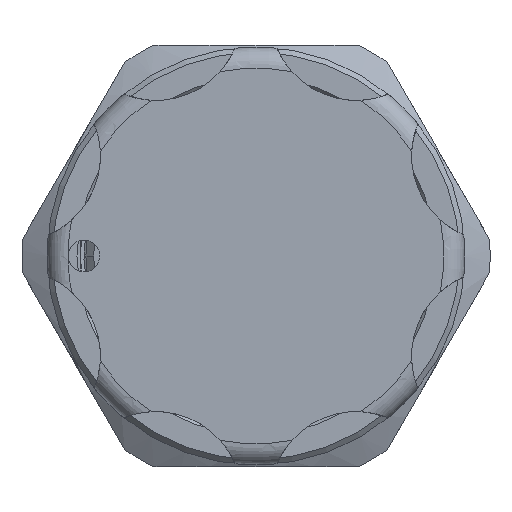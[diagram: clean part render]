
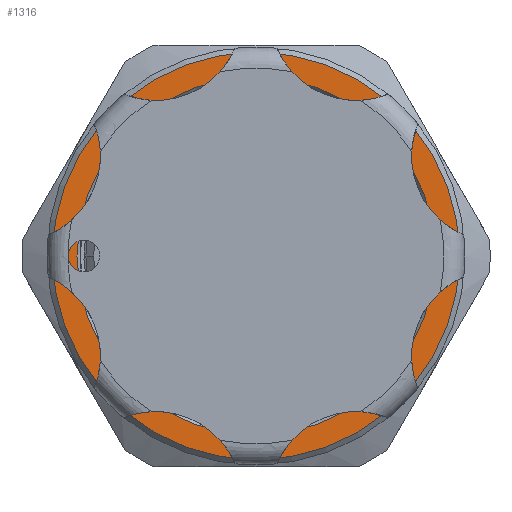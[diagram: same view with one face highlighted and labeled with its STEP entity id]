
A CAD part, left-side view. The second image highlights one B-rep face of the part: STEP entity #1316.
In plain terms, the highlighted planar face has unit normal (-1, 0, 0).
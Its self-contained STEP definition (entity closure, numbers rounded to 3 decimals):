
#157 = AXIS2_PLACEMENT_3D ( 'NONE', #5720, #5716, #5616 ) ;
#197 = CIRCLE ( 'NONE', #2113, 11.6 ) ;
#346 = ORIENTED_EDGE ( 'NONE', *, *, #3473, .T. ) ;
#449 = EDGE_LOOP ( 'NONE', ( #5250, #346 ) ) ;
#505 = EDGE_LOOP ( 'NONE', ( #5062, #5314 ) ) ;
#609 = FACE_OUTER_BOUND ( 'NONE', #505, .T. ) ;
#714 = FACE_BOUND ( 'NONE', #449, .T. ) ;
#733 = AXIS2_PLACEMENT_3D ( 'NONE', #4166, #4165, #4167 ) ;
#875 = CIRCLE ( 'NONE', #157, 10.2 ) ;
#1006 = CIRCLE ( 'NONE', #733, 10.2 ) ;
#1096 = CIRCLE ( 'NONE', #5939, 11.6 ) ;
#1316 = ADVANCED_FACE ( 'NONE', ( #714, #609 ), #9826, .T. ) ;
#1618 = CARTESIAN_POINT ( 'NONE',  ( 0., 0., 0. ) ) ;
#1619 = DIRECTION ( 'NONE',  ( -1., 0., 0. ) ) ;
#1620 = DIRECTION ( 'NONE',  ( 0., 0., 1. ) ) ;
#2113 = AXIS2_PLACEMENT_3D ( 'NONE', #1618, #1619, #1620 ) ;
#3467 = EDGE_CURVE ( 'NONE', #9015, #9020, #1096, .T. ) ;
#3473 = EDGE_CURVE ( 'NONE', #9067, #8787, #875, .T. ) ;
#3557 = EDGE_CURVE ( 'NONE', #8787, #9067, #1006, .T. ) ;
#4165 = DIRECTION ( 'NONE',  ( 1., 0., 0. ) ) ;
#4166 = CARTESIAN_POINT ( 'NONE',  ( 0., 0., 0. ) ) ;
#4167 = DIRECTION ( 'NONE',  ( 0., 0., 1. ) ) ;
#4807 = AXIS2_PLACEMENT_3D ( 'NONE', #9561, #9846, #9803 ) ;
#5062 = ORIENTED_EDGE ( 'NONE', *, *, #3467, .T. ) ;
#5250 = ORIENTED_EDGE ( 'NONE', *, *, #3557, .T. ) ;
#5314 = ORIENTED_EDGE ( 'NONE', *, *, #11088, .T. ) ;
#5616 = DIRECTION ( 'NONE',  ( 0., 0., 1. ) ) ;
#5716 = DIRECTION ( 'NONE',  ( 1., 0., 0. ) ) ;
#5720 = CARTESIAN_POINT ( 'NONE',  ( 0., 0., 0. ) ) ;
#5939 = AXIS2_PLACEMENT_3D ( 'NONE', #6121, #6122, #6099 ) ;
#6099 = DIRECTION ( 'NONE',  ( 0., 0., 1. ) ) ;
#6121 = CARTESIAN_POINT ( 'NONE',  ( 0., 0., 0. ) ) ;
#6122 = DIRECTION ( 'NONE',  ( -1., 0., 0. ) ) ;
#6548 = CARTESIAN_POINT ( 'NONE',  ( 0., 0., 10.2 ) ) ;
#6579 = CARTESIAN_POINT ( 'NONE',  ( 0., 0., 11.6 ) ) ;
#6582 = CARTESIAN_POINT ( 'NONE',  ( 0., 0., -11.6 ) ) ;
#6590 = CARTESIAN_POINT ( 'NONE',  ( 0., 0., -10.2 ) ) ;
#8787 = VERTEX_POINT ( 'NONE', #6548 ) ;
#9015 = VERTEX_POINT ( 'NONE', #6582 ) ;
#9020 = VERTEX_POINT ( 'NONE', #6579 ) ;
#9067 = VERTEX_POINT ( 'NONE', #6590 ) ;
#9561 = CARTESIAN_POINT ( 'NONE',  ( 0., 0., 0. ) ) ;
#9803 = DIRECTION ( 'NONE',  ( 0., 0., 1. ) ) ;
#9826 = PLANE ( 'NONE',  #4807 ) ;
#9846 = DIRECTION ( 'NONE',  ( -1., 0., 0. ) ) ;
#11088 = EDGE_CURVE ( 'NONE', #9020, #9015, #197, .T. ) ;
